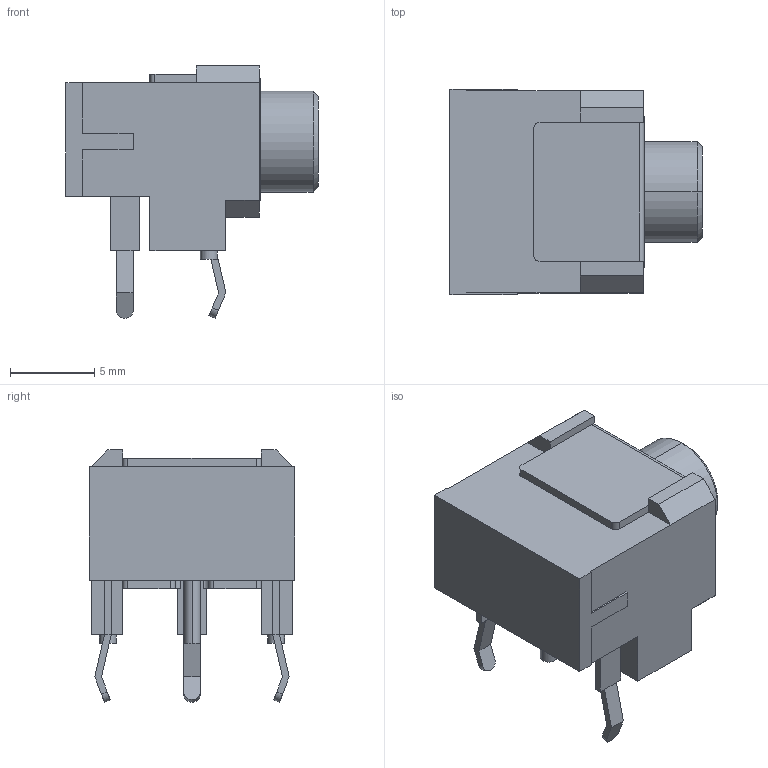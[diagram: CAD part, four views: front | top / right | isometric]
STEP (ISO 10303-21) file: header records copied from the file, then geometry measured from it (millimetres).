
FILE_DESCRIPTION (( 'STEP AP214' ), '1' );
FILE_NAME ('CUI_DEVICES_SJ1-3543N.step', '2019-10-20T22:37:35', ( '' ), ( '' ), 'SwSTEP 2.0', 'SolidWorks 2019', '' );
FILE_SCHEMA (( 'AUTOMOTIVE_DESIGN' ));
Length unit declared in the file: inch
Products named in the file (1): CUI_DEVICES_SJ1-3543N
Bounding box: 15 x 12.2 x 15 mm (x, y, z)
Volume: 1134.9 mm3; surface area: 924.1 mm2
Topology: 3 solids, 3 shells, 180 faces, 461 edges, 296 vertices
Faces by surface type: plane 138, cylinder 40, cone 2
Entity records: 6932 total; most frequent: CARTESIAN_POINT 938, ORIENTED_EDGE 922, DIRECTION 905, EDGE_CURVE 461, VECTOR 379, LINE 379, VERTEX_POINT 296, AXIS2_PLACEMENT_3D 263
